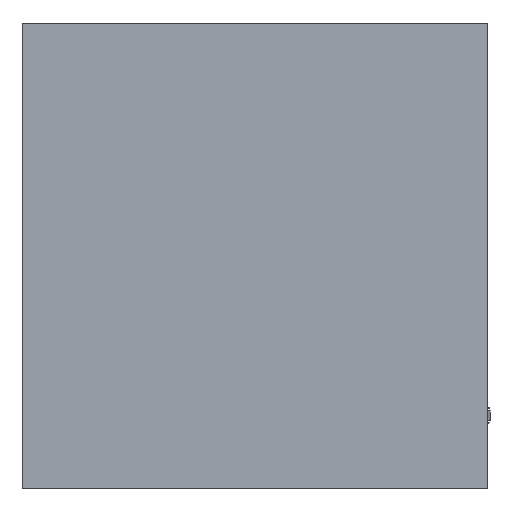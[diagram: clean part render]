
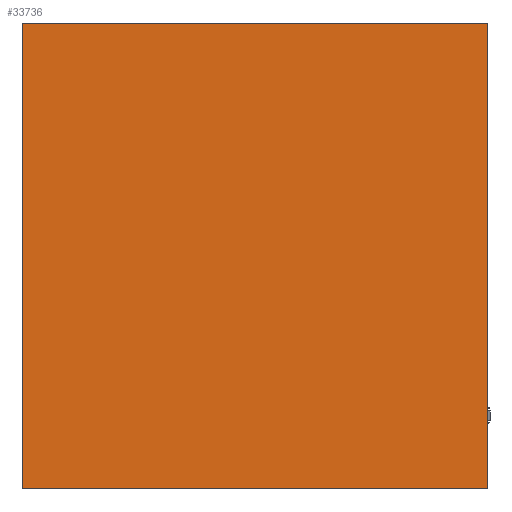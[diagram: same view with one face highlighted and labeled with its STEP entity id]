
A CAD part, front view. The second image highlights one B-rep face of the part: STEP entity #33736.
In plain terms, the highlighted face is planar.
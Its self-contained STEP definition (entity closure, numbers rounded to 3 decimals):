
#691 = ORIENTED_EDGE ( 'NONE', *, *, #1556, .T. ) ;
#796 = CARTESIAN_POINT ( 'NONE',  ( -152.5, 152.5, 15. ) ) ;
#1556 = EDGE_CURVE ( 'NONE', #23132, #29458, #2634, .T. ) ;
#2634 = LINE ( 'NONE', #2836, #19714 ) ;
#2822 = EDGE_LOOP ( 'NONE', ( #34805, #13579, #691, #38371 ) ) ;
#2836 = CARTESIAN_POINT ( 'NONE',  ( -152.5, -152.5, 15. ) ) ;
#4239 = VECTOR ( 'NONE', #18217, 1000. ) ;
#4679 = VECTOR ( 'NONE', #35347, 1000. ) ;
#10600 = VECTOR ( 'NONE', #27168, 1000. ) ;
#13440 = FACE_OUTER_BOUND ( 'NONE', #2822, .T. ) ;
#13579 = ORIENTED_EDGE ( 'NONE', *, *, #26617, .T. ) ;
#14373 = LINE ( 'NONE', #32153, #4679 ) ;
#15015 = DIRECTION ( 'NONE',  ( 0., -1., 0. ) ) ;
#15218 = CARTESIAN_POINT ( 'NONE',  ( 152.5, -152.5, 15. ) ) ;
#16066 = DIRECTION ( 'NONE',  ( 0., -1., 0. ) ) ;
#18013 = LINE ( 'NONE', #39376, #4239 ) ;
#18217 = DIRECTION ( 'NONE',  ( 1., 0., 0. ) ) ;
#18310 = AXIS2_PLACEMENT_3D ( 'NONE', #32202, #23023, #16066 ) ;
#19714 = VECTOR ( 'NONE', #15015, 1000. ) ;
#20326 = VERTEX_POINT ( 'NONE', #15218 ) ;
#20341 = EDGE_CURVE ( 'NONE', #29458, #20326, #18013, .T. ) ;
#23023 = DIRECTION ( 'NONE',  ( 0., 0., -1. ) ) ;
#23132 = VERTEX_POINT ( 'NONE', #796 ) ;
#24409 = CARTESIAN_POINT ( 'NONE',  ( 152.5, 152.5, 15. ) ) ;
#25635 = PLANE ( 'NONE',  #18310 ) ;
#26171 = VERTEX_POINT ( 'NONE', #24409 ) ;
#26617 = EDGE_CURVE ( 'NONE', #26171, #23132, #14373, .T. ) ;
#27168 = DIRECTION ( 'NONE',  ( 0., 1., 0. ) ) ;
#27575 = CARTESIAN_POINT ( 'NONE',  ( 152.5, -152.5, 15. ) ) ;
#29458 = VERTEX_POINT ( 'NONE', #32959 ) ;
#30159 = LINE ( 'NONE', #27575, #10600 ) ;
#32153 = CARTESIAN_POINT ( 'NONE',  ( -152.5, 152.5, 15. ) ) ;
#32202 = CARTESIAN_POINT ( 'NONE',  ( 0., 0., 15. ) ) ;
#32959 = CARTESIAN_POINT ( 'NONE',  ( -152.5, -152.5, 15. ) ) ;
#33736 = ADVANCED_FACE ( 'NONE', ( #13440 ), #25635, .F. ) ;
#34147 = EDGE_CURVE ( 'NONE', #20326, #26171, #30159, .T. ) ;
#34805 = ORIENTED_EDGE ( 'NONE', *, *, #34147, .T. ) ;
#35347 = DIRECTION ( 'NONE',  ( -1., 0., 0. ) ) ;
#38371 = ORIENTED_EDGE ( 'NONE', *, *, #20341, .T. ) ;
#39376 = CARTESIAN_POINT ( 'NONE',  ( -152.5, -152.5, 15. ) ) ;
